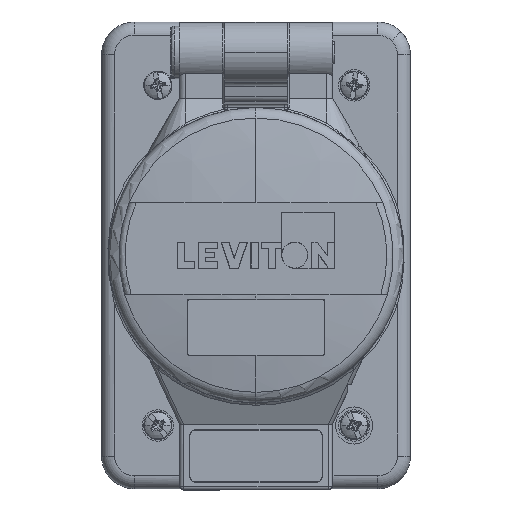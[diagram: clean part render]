
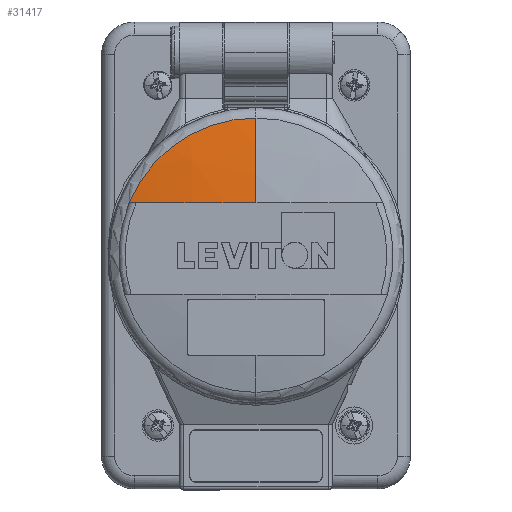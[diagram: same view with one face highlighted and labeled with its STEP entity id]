
A CAD part, top view. The second image highlights one B-rep face of the part: STEP entity #31417.
In plain terms, the highlighted spherical face has radius 163.833 mm.
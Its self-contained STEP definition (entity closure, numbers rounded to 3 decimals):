
#19 = VERTEX_POINT ( 'NONE', #42708 ) ;
#855 = CARTESIAN_POINT ( 'NONE',  ( -116.37, 52.348, -7.184 ) ) ;
#2811 = EDGE_CURVE ( 'NONE', #19, #56222, #34738, .T. ) ;
#4610 = DIRECTION ( 'NONE',  ( -1., 0., 0. ) ) ;
#4898 = EDGE_CURVE ( 'NONE', #50750, #33253, #19335, .T. ) ;
#5914 = EDGE_CURVE ( 'NONE', #33253, #19, #39900, .T. ) ;
#7183 = CARTESIAN_POINT ( 'NONE',  ( -93.187, 52.348, -168.87 ) ) ;
#7748 = DIRECTION ( 'NONE',  ( 0., 1., 0. ) ) ;
#12305 = DIRECTION ( 'NONE',  ( 0., 1., 0. ) ) ;
#13239 = DIRECTION ( 'NONE',  ( 0., -1., 0. ) ) ;
#14154 = ORIENTED_EDGE ( 'NONE', *, *, #5914, .T. ) ;
#15652 = AXIS2_PLACEMENT_3D ( 'NONE', #20256, #20467, #54748 ) ;
#17206 = DIRECTION ( 'NONE',  ( 0., 0., -1. ) ) ;
#18721 = AXIS2_PLACEMENT_3D ( 'NONE', #31473, #20327, #13239 ) ;
#19335 = CIRCLE ( 'NONE', #29736, 163.833 ) ;
#20256 = CARTESIAN_POINT ( 'NONE',  ( -93.187, 52.348, -168.87 ) ) ;
#20327 = DIRECTION ( 'NONE',  ( -1., 0., 0. ) ) ;
#20467 = DIRECTION ( 'NONE',  ( 0., 1., 0. ) ) ;
#21858 = CARTESIAN_POINT ( 'NONE',  ( -93.187, 39.648, -8.454 ) ) ;
#22897 = ORIENTED_EDGE ( 'NONE', *, *, #37316, .T. ) ;
#25131 = AXIS2_PLACEMENT_3D ( 'NONE', #7183, #12305, #17206 ) ;
#29736 = AXIS2_PLACEMENT_3D ( 'NONE', #34568, #4610, #48738 ) ;
#29933 = EDGE_LOOP ( 'NONE', ( #22897, #37635, #14154, #36454 ) ) ;
#31417 = ADVANCED_FACE ( 'NONE', ( #45395 ), #52270, .T. ) ;
#31473 = CARTESIAN_POINT ( 'NONE',  ( -93.187, 39.648, -168.87 ) ) ;
#33253 = VERTEX_POINT ( 'NONE', #51458 ) ;
#34568 = CARTESIAN_POINT ( 'NONE',  ( -93.187, 39.648, -168.87 ) ) ;
#34738 = CIRCLE ( 'NONE', #25131, 163.34 ) ;
#35044 = CIRCLE ( 'NONE', #15652, 163.34 ) ;
#36454 = ORIENTED_EDGE ( 'NONE', *, *, #2811, .T. ) ;
#37169 = CARTESIAN_POINT ( 'NONE',  ( -93.187, 52.348, -5.53 ) ) ;
#37316 = EDGE_CURVE ( 'NONE', #56222, #50750, #35044, .T. ) ;
#37635 = ORIENTED_EDGE ( 'NONE', *, *, #4898, .T. ) ;
#39900 = CIRCLE ( 'NONE', #60152, 33.284 ) ;
#42708 = CARTESIAN_POINT ( 'NONE',  ( -123.953, 52.348, -8.454 ) ) ;
#45395 = FACE_OUTER_BOUND ( 'NONE', #29933, .T. ) ;
#48738 = DIRECTION ( 'NONE',  ( 0., 0., 1. ) ) ;
#50750 = VERTEX_POINT ( 'NONE', #37169 ) ;
#51458 = CARTESIAN_POINT ( 'NONE',  ( -93.187, 72.932, -8.454 ) ) ;
#52270 = SPHERICAL_SURFACE ( 'NONE', #18721, 163.833 ) ;
#54748 = DIRECTION ( 'NONE',  ( 0., 0., -1. ) ) ;
#56222 = VERTEX_POINT ( 'NONE', #855 ) ;
#60152 = AXIS2_PLACEMENT_3D ( 'NONE', #21858, #61477, #7748 ) ;
#61477 = DIRECTION ( 'NONE',  ( 0., 0., 1. ) ) ;
